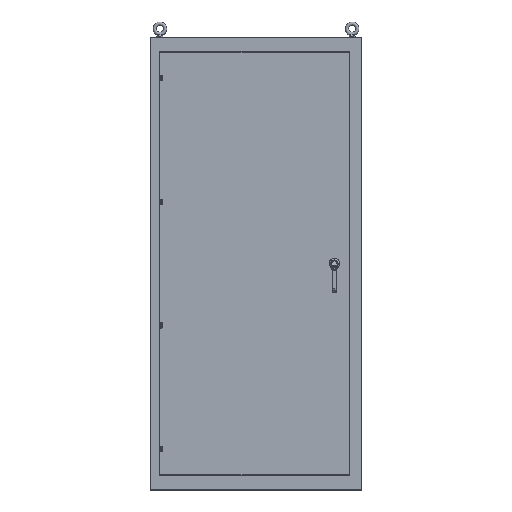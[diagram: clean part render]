
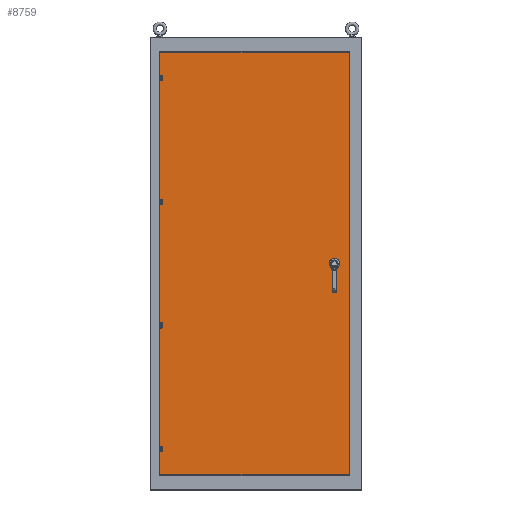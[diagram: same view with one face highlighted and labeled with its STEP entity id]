
A CAD part, top view. The second image highlights one B-rep face of the part: STEP entity #8759.
In plain terms, the highlighted planar face has unit normal (0, 0, 1).
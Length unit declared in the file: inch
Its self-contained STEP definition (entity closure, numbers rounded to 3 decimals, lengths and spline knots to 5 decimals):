
#4702 = DIRECTION ( 'NONE',  ( -1., 0., 0. ) ) ;
#6077 = ORIENTED_EDGE ( 'NONE', *, *, #98080, .T. ) ;
#8759 = ADVANCED_FACE ( 'NONE', ( #139560, #181690 ), #36295, .F. ) ;
#14385 = VECTOR ( 'NONE', #97282, 39.37008 ) ;
#19387 = VERTEX_POINT ( 'NONE', #89917 ) ;
#26657 = EDGE_CURVE ( 'NONE', #75728, #19387, #170468, .T. ) ;
#34936 = ORIENTED_EDGE ( 'NONE', *, *, #176100, .T. ) ;
#36295 = PLANE ( 'NONE',  #178755 ) ;
#38264 = EDGE_CURVE ( 'NONE', #19387, #125035, #68787, .T. ) ;
#39411 = CARTESIAN_POINT ( 'NONE',  ( -0.2812, 40.15, 10.058 ) ) ;
#57775 = VERTEX_POINT ( 'NONE', #159186 ) ;
#59434 = DIRECTION ( 'NONE',  ( -1., 0., 0. ) ) ;
#68392 = EDGE_LOOP ( 'NONE', ( #172760 ) ) ;
#68619 = VECTOR ( 'NONE', #138681, 39.37008 ) ;
#68787 = LINE ( 'NONE', #168335, #68619 ) ;
#68965 = LINE ( 'NONE', #183811, #135290 ) ;
#70532 = EDGE_CURVE ( 'NONE', #57775, #57775, #154148, .T. ) ;
#75728 = VERTEX_POINT ( 'NONE', #94672 ) ;
#83889 = CARTESIAN_POINT ( 'NONE',  ( -0.2812, -40.15, 10.058 ) ) ;
#85197 = DIRECTION ( 'NONE',  ( 0., 1., 0. ) ) ;
#89917 = CARTESIAN_POINT ( 'NONE',  ( -18.2749, 40.15, 10.058 ) ) ;
#93521 = VECTOR ( 'NONE', #59434, 39.37008 ) ;
#94672 = CARTESIAN_POINT ( 'NONE',  ( 17.7125, 40.15, 10.058 ) ) ;
#97282 = DIRECTION ( 'NONE',  ( 1., 0., 0. ) ) ;
#98080 = EDGE_CURVE ( 'NONE', #134834, #75728, #68965, .T. ) ;
#101252 = DIRECTION ( 'NONE',  ( 0., 0., -1. ) ) ;
#104847 = CARTESIAN_POINT ( 'NONE',  ( -18.2749, -40.15, 10.058 ) ) ;
#113532 = LINE ( 'NONE', #83889, #14385 ) ;
#115607 = CARTESIAN_POINT ( 'NONE',  ( 14.90384, 0., 10.058 ) ) ;
#125035 = VERTEX_POINT ( 'NONE', #104847 ) ;
#129731 = ORIENTED_EDGE ( 'NONE', *, *, #26657, .T. ) ;
#134834 = VERTEX_POINT ( 'NONE', #141622 ) ;
#135290 = VECTOR ( 'NONE', #85197, 39.37008 ) ;
#138681 = DIRECTION ( 'NONE',  ( 0., -1., 0. ) ) ;
#139560 = FACE_BOUND ( 'NONE', #68392, .T. ) ;
#141622 = CARTESIAN_POINT ( 'NONE',  ( 17.7125, -40.15, 10.058 ) ) ;
#145428 = ORIENTED_EDGE ( 'NONE', *, *, #38264, .T. ) ;
#153783 = EDGE_LOOP ( 'NONE', ( #145428, #34936, #6077, #129731 ) ) ;
#154148 = CIRCLE ( 'NONE', #178581, 0.43307 ) ;
#159186 = CARTESIAN_POINT ( 'NONE',  ( 14.47077, 0., 10.058 ) ) ;
#159627 = DIRECTION ( 'NONE',  ( -1., 0., 0. ) ) ;
#166384 = CARTESIAN_POINT ( 'NONE',  ( -0.2812, 0., 10.058 ) ) ;
#168335 = CARTESIAN_POINT ( 'NONE',  ( -18.2749, 0., 10.058 ) ) ;
#169196 = DIRECTION ( 'NONE',  ( 0., 0., -1. ) ) ;
#170468 = LINE ( 'NONE', #39411, #93521 ) ;
#172760 = ORIENTED_EDGE ( 'NONE', *, *, #70532, .T. ) ;
#176100 = EDGE_CURVE ( 'NONE', #125035, #134834, #113532, .T. ) ;
#178581 = AXIS2_PLACEMENT_3D ( 'NONE', #115607, #101252, #159627 ) ;
#178755 = AXIS2_PLACEMENT_3D ( 'NONE', #166384, #169196, #4702 ) ;
#181690 = FACE_OUTER_BOUND ( 'NONE', #153783, .T. ) ;
#183811 = CARTESIAN_POINT ( 'NONE',  ( 17.7125, 0., 10.058 ) ) ;
